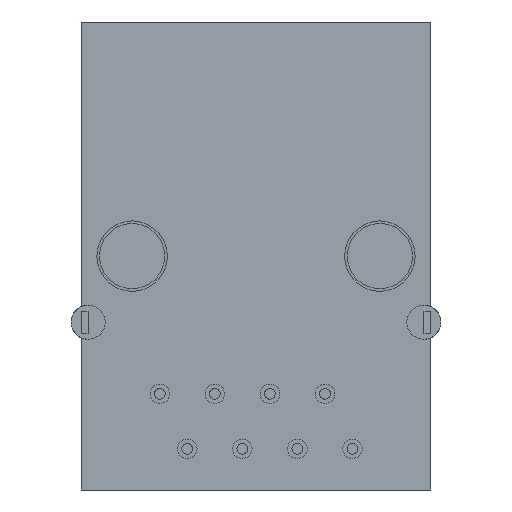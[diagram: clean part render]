
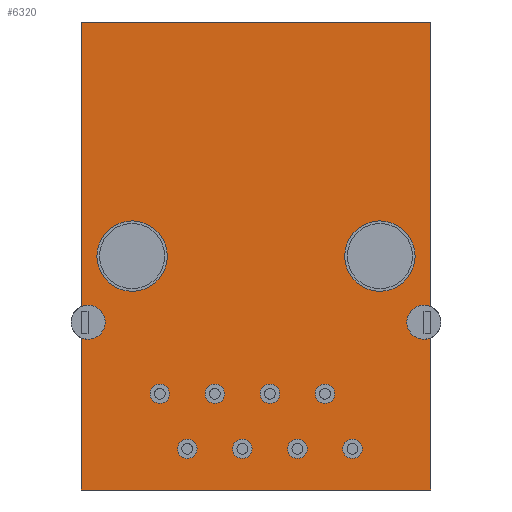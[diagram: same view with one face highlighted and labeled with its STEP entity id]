
A CAD part, front view. The second image highlights one B-rep face of the part: STEP entity #6320.
In plain terms, the highlighted face is planar.
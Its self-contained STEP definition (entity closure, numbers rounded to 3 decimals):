
#100=CARTESIAN_POINT('',(-3.25,16.13,13.46));
#110=VERTEX_POINT('',#100);
#160=CARTESIAN_POINT('',(-3.25,0.,13.46));
#170=DIRECTION('',(0.,-1.,0.));
#180=VECTOR('',#170,1.);
#190=LINE('',#160,#180);
#200=CARTESIAN_POINT('',(-3.25,0.,13.46));
#210=VERTEX_POINT('',#200);
#220=EDGE_CURVE('',#110,#210,#190,.T.);
#3560=CARTESIAN_POINT('',(18.34,0.,13.46));
#3570=VERTEX_POINT('',#3560);
#3600=CARTESIAN_POINT('',(18.34,0.,13.46));
#3610=DIRECTION('',(0.,-1.,0.));
#3620=VECTOR('',#3610,1.);
#3630=LINE('',#3600,#3620);
#3640=CARTESIAN_POINT('',(18.34,16.13,13.46));
#3650=VERTEX_POINT('',#3640);
#3660=EDGE_CURVE('',#3650,#3570,#3630,.T.);
#3910=CARTESIAN_POINT('',(0.,0.,13.46));
#3920=DIRECTION('',(1.,0.,0.));
#3930=VECTOR('',#3920,1.);
#3940=LINE('',#3910,#3930);
#3950=CARTESIAN_POINT('',(9.883,0.,13.46));
#3960=VERTEX_POINT('',#3950);
#3970=EDGE_CURVE('',#210,#3960,#3940,.T.);
#4030=CARTESIAN_POINT('',(11.317,0.,13.46));
#4040=VERTEX_POINT('',#4030);
#4070=CARTESIAN_POINT('',(0.,0.,13.46));
#4080=DIRECTION('',(1.,0.,0.));
#4090=VECTOR('',#4080,1.);
#4100=LINE('',#4070,#4090);
#4110=EDGE_CURVE('',#4040,#3570,#4100,.T.);
#4250=CARTESIAN_POINT('',(-3.25,0.,13.46));
#4260=DIRECTION('',(0.,0.,1.));
#4270=DIRECTION('',(1.,0.,0.));
#4280=AXIS2_PLACEMENT_3D('',#4250,#4260,#4270);
#4290=PLANE('',#4280);
#4300=CARTESIAN_POINT('',(13.9,3.625,13.46));
#4310=DIRECTION('',(0.,-0.,-1.));
#4320=DIRECTION('',(-1.,0.,0.));
#4330=AXIS2_PLACEMENT_3D('',#4300,#4310,#4320);
#4340=CIRCLE('',#4330,0.45);
#4350=CARTESIAN_POINT('',(13.45,3.625,13.46));
#4360=VERTEX_POINT('',#4350);
#4370=CARTESIAN_POINT('',(14.35,3.625,13.46));
#4380=VERTEX_POINT('',#4370);
#4390=EDGE_CURVE('',#4360,#4380,#4340,.T.);
#4400=ORIENTED_EDGE('',*,*,#4390,.T.);
#4410=EDGE_CURVE('',#4380,#4360,#4340,.T.);
#4420=ORIENTED_EDGE('',*,*,#4410,.T.);
#4430=EDGE_LOOP('',(#4420,#4400));
#4440=FACE_BOUND('',#4430,.T.);
#4450=CARTESIAN_POINT('',(7.55,2.35,13.46));
#4460=DIRECTION('',(0.,0.,1.));
#4470=DIRECTION('',(1.,0.,0.));
#4480=AXIS2_PLACEMENT_3D('',#4450,#4460,#4470);
#4490=CIRCLE('',#4480,1.625);
#4500=CARTESIAN_POINT('',(9.175,2.35,13.46));
#4510=VERTEX_POINT('',#4500);
#4520=CARTESIAN_POINT('',(5.925,2.35,13.46));
#4530=VERTEX_POINT('',#4520);
#4540=EDGE_CURVE('',#4510,#4530,#4490,.T.);
#4550=ORIENTED_EDGE('',*,*,#4540,.F.);
#4560=EDGE_CURVE('',#4530,#4510,#4490,.T.);
#4570=ORIENTED_EDGE('',*,*,#4560,.F.);
#4580=EDGE_LOOP('',(#4570,#4550));
#4590=FACE_BOUND('',#4580,.T.);
#4600=CARTESIAN_POINT('',(7.55,13.78,13.46));
#4610=DIRECTION('',(0.,0.,1.));
#4620=DIRECTION('',(1.,0.,0.));
#4630=AXIS2_PLACEMENT_3D('',#4600,#4610,#4620);
#4640=CIRCLE('',#4630,1.625);
#4650=CARTESIAN_POINT('',(9.175,13.78,13.46));
#4660=VERTEX_POINT('',#4650);
#4670=CARTESIAN_POINT('',(5.925,13.78,13.46));
#4680=VERTEX_POINT('',#4670);
#4690=EDGE_CURVE('',#4660,#4680,#4640,.T.);
#4700=ORIENTED_EDGE('',*,*,#4690,.F.);
#4710=EDGE_CURVE('',#4680,#4660,#4640,.T.);
#4720=ORIENTED_EDGE('',*,*,#4710,.F.);
#4730=EDGE_LOOP('',(#4720,#4700));
#4740=FACE_BOUND('',#4730,.T.);
#4750=CARTESIAN_POINT('',(13.9,8.705,13.46));
#4760=DIRECTION('',(0.,-0.,-1.));
#4770=DIRECTION('',(-1.,0.,0.));
#4780=AXIS2_PLACEMENT_3D('',#4750,#4760,#4770);
#4790=CIRCLE('',#4780,0.45);
#4800=CARTESIAN_POINT('',(13.45,8.705,13.46));
#4810=VERTEX_POINT('',#4800);
#4820=CARTESIAN_POINT('',(14.35,8.705,13.46));
#4830=VERTEX_POINT('',#4820);
#4840=EDGE_CURVE('',#4810,#4830,#4790,.T.);
#4850=ORIENTED_EDGE('',*,*,#4840,.T.);
#4860=EDGE_CURVE('',#4830,#4810,#4790,.T.);
#4870=ORIENTED_EDGE('',*,*,#4860,.T.);
#4880=EDGE_LOOP('',(#4870,#4850));
#4890=FACE_BOUND('',#4880,.T.);
#4900=CARTESIAN_POINT('',(16.44,9.975,13.46));
#4910=DIRECTION('',(0.,-0.,-1.));
#4920=DIRECTION('',(-1.,0.,0.));
#4930=AXIS2_PLACEMENT_3D('',#4900,#4910,#4920);
#4940=CIRCLE('',#4930,0.45);
#4950=CARTESIAN_POINT('',(15.99,9.975,13.46));
#4960=VERTEX_POINT('',#4950);
#4970=CARTESIAN_POINT('',(16.89,9.975,13.46));
#4980=VERTEX_POINT('',#4970);
#4990=EDGE_CURVE('',#4960,#4980,#4940,.T.);
#5000=ORIENTED_EDGE('',*,*,#4990,.T.);
#5010=EDGE_CURVE('',#4980,#4960,#4940,.T.);
#5020=ORIENTED_EDGE('',*,*,#5010,.T.);
#5030=EDGE_LOOP('',(#5020,#5000));
#5040=FACE_BOUND('',#5030,.T.);
#5050=CARTESIAN_POINT('',(16.44,7.435,13.46));
#5060=DIRECTION('',(0.,-0.,-1.));
#5070=DIRECTION('',(-1.,0.,0.));
#5080=AXIS2_PLACEMENT_3D('',#5050,#5060,#5070);
#5090=CIRCLE('',#5080,0.45);
#5100=CARTESIAN_POINT('',(15.99,7.435,13.46));
#5110=VERTEX_POINT('',#5100);
#5120=CARTESIAN_POINT('',(16.89,7.435,13.46));
#5130=VERTEX_POINT('',#5120);
#5140=EDGE_CURVE('',#5110,#5130,#5090,.T.);
#5150=ORIENTED_EDGE('',*,*,#5140,.T.);
#5160=EDGE_CURVE('',#5130,#5110,#5090,.T.);
#5170=ORIENTED_EDGE('',*,*,#5160,.T.);
#5180=EDGE_LOOP('',(#5170,#5150));
#5190=FACE_BOUND('',#5180,.T.);
#5200=CARTESIAN_POINT('',(13.9,11.245,13.46));
#5210=DIRECTION('',(0.,-0.,-1.));
#5220=DIRECTION('',(-1.,0.,0.));
#5230=AXIS2_PLACEMENT_3D('',#5200,#5210,#5220);
#5240=CIRCLE('',#5230,0.45);
#5250=CARTESIAN_POINT('',(13.45,11.245,13.46));
#5260=VERTEX_POINT('',#5250);
#5270=CARTESIAN_POINT('',(14.35,11.245,13.46));
#5280=VERTEX_POINT('',#5270);
#5290=EDGE_CURVE('',#5260,#5280,#5240,.T.);
#5300=ORIENTED_EDGE('',*,*,#5290,.T.);
#5310=EDGE_CURVE('',#5280,#5260,#5240,.T.);
#5320=ORIENTED_EDGE('',*,*,#5310,.T.);
#5330=EDGE_LOOP('',(#5320,#5300));
#5340=FACE_BOUND('',#5330,.T.);
#5350=CARTESIAN_POINT('',(13.9,6.165,13.46));
#5360=DIRECTION('',(0.,-0.,-1.));
#5370=DIRECTION('',(-1.,0.,0.));
#5380=AXIS2_PLACEMENT_3D('',#5350,#5360,#5370);
#5390=CIRCLE('',#5380,0.45);
#5400=CARTESIAN_POINT('',(13.45,6.165,13.46));
#5410=VERTEX_POINT('',#5400);
#5420=CARTESIAN_POINT('',(14.35,6.165,13.46));
#5430=VERTEX_POINT('',#5420);
#5440=EDGE_CURVE('',#5410,#5430,#5390,.T.);
#5450=ORIENTED_EDGE('',*,*,#5440,.T.);
#5460=EDGE_CURVE('',#5430,#5410,#5390,.T.);
#5470=ORIENTED_EDGE('',*,*,#5460,.T.);
#5480=EDGE_LOOP('',(#5470,#5450));
#5490=FACE_BOUND('',#5480,.T.);
#5500=CARTESIAN_POINT('',(16.44,12.515,13.46));
#5510=DIRECTION('',(0.,-0.,-1.));
#5520=DIRECTION('',(-1.,0.,0.));
#5530=AXIS2_PLACEMENT_3D('',#5500,#5510,#5520);
#5540=CIRCLE('',#5530,0.45);
#5550=CARTESIAN_POINT('',(15.99,12.515,13.46));
#5560=VERTEX_POINT('',#5550);
#5570=CARTESIAN_POINT('',(16.89,12.515,13.46));
#5580=VERTEX_POINT('',#5570);
#5590=EDGE_CURVE('',#5560,#5580,#5540,.T.);
#5600=ORIENTED_EDGE('',*,*,#5590,.T.);
#5610=EDGE_CURVE('',#5580,#5560,#5540,.T.);
#5620=ORIENTED_EDGE('',*,*,#5610,.T.);
#5630=EDGE_LOOP('',(#5620,#5600));
#5640=FACE_BOUND('',#5630,.T.);
#5650=CARTESIAN_POINT('',(16.44,4.895,13.46));
#5660=DIRECTION('',(0.,-0.,-1.));
#5670=DIRECTION('',(-1.,0.,0.));
#5680=AXIS2_PLACEMENT_3D('',#5650,#5660,#5670);
#5690=CIRCLE('',#5680,0.45);
#5700=CARTESIAN_POINT('',(15.99,4.895,13.46));
#5710=VERTEX_POINT('',#5700);
#5720=CARTESIAN_POINT('',(16.89,4.895,13.46));
#5730=VERTEX_POINT('',#5720);
#5740=EDGE_CURVE('',#5710,#5730,#5690,.T.);
#5750=ORIENTED_EDGE('',*,*,#5740,.T.);
#5760=EDGE_CURVE('',#5730,#5710,#5690,.T.);
#5770=ORIENTED_EDGE('',*,*,#5760,.T.);
#5780=EDGE_LOOP('',(#5770,#5750));
#5790=FACE_BOUND('',#5780,.T.);
#5800=CARTESIAN_POINT('',(10.6,15.81,13.46));
#5810=DIRECTION('',(0.,0.,1.));
#5820=DIRECTION('',(1.,0.,0.));
#5830=AXIS2_PLACEMENT_3D('',#5800,#5810,#5820);
#5840=CIRCLE('',#5830,0.785);
#5850=CARTESIAN_POINT('',(9.883,16.13,13.46));
#5860=VERTEX_POINT('',#5850);
#5870=CARTESIAN_POINT('',(9.815,15.81,13.46));
#5880=VERTEX_POINT('',#5870);
#5890=EDGE_CURVE('',#5860,#5880,#5840,.T.);
#5900=ORIENTED_EDGE('',*,*,#5890,.F.);
#5910=CARTESIAN_POINT('',(11.385,15.81,13.46));
#5920=VERTEX_POINT('',#5910);
#5930=EDGE_CURVE('',#5880,#5920,#5840,.T.);
#5940=ORIENTED_EDGE('',*,*,#5930,.F.);
#5950=CARTESIAN_POINT('',(11.317,16.13,13.46));
#5960=VERTEX_POINT('',#5950);
#5970=EDGE_CURVE('',#5920,#5960,#5840,.T.);
#5980=ORIENTED_EDGE('',*,*,#5970,.F.);
#5990=CARTESIAN_POINT('',(0.,16.13,13.46));
#6000=DIRECTION('',(-1.,0.,0.));
#6010=VECTOR('',#6000,1.);
#6020=LINE('',#5990,#6010);
#6030=EDGE_CURVE('',#3650,#5960,#6020,.T.);
#6040=ORIENTED_EDGE('',*,*,#6030,.T.);
#6050=ORIENTED_EDGE('',*,*,#3660,.F.);
#6060=ORIENTED_EDGE('',*,*,#4110,.T.);
#6070=CARTESIAN_POINT('',(10.6,0.32,13.46));
#6080=DIRECTION('',(0.,0.,1.));
#6090=DIRECTION('',(1.,0.,0.));
#6100=AXIS2_PLACEMENT_3D('',#6070,#6080,#6090);
#6110=CIRCLE('',#6100,0.785);
#6120=CARTESIAN_POINT('',(11.385,0.32,13.46));
#6130=VERTEX_POINT('',#6120);
#6140=EDGE_CURVE('',#4040,#6130,#6110,.T.);
#6150=ORIENTED_EDGE('',*,*,#6140,.F.);
#6160=CARTESIAN_POINT('',(9.815,0.32,13.46));
#6170=VERTEX_POINT('',#6160);
#6180=EDGE_CURVE('',#6130,#6170,#6110,.T.);
#6190=ORIENTED_EDGE('',*,*,#6180,.F.);
#6200=EDGE_CURVE('',#6170,#3960,#6110,.T.);
#6210=ORIENTED_EDGE('',*,*,#6200,.F.);
#6220=ORIENTED_EDGE('',*,*,#3970,.T.);
#6230=ORIENTED_EDGE('',*,*,#220,.T.);
#6240=CARTESIAN_POINT('',(0.,16.13,13.46));
#6250=DIRECTION('',(-1.,0.,0.));
#6260=VECTOR('',#6250,1.);
#6270=LINE('',#6240,#6260);
#6280=EDGE_CURVE('',#5860,#110,#6270,.T.);
#6290=ORIENTED_EDGE('',*,*,#6280,.T.);
#6300=EDGE_LOOP('',(#6290,#6230,#6220,#6210,#6190,#6150,#6060,#6050,
#6040,#5980,#5940,#5900));
#6310=FACE_OUTER_BOUND('',#6300,.T.);
#6320=ADVANCED_FACE('',(#4440,#4590,#4740,#4890,#5040,#5190,#5340,#5490,
#5640,#5790,#6310),#4290,.T.);
